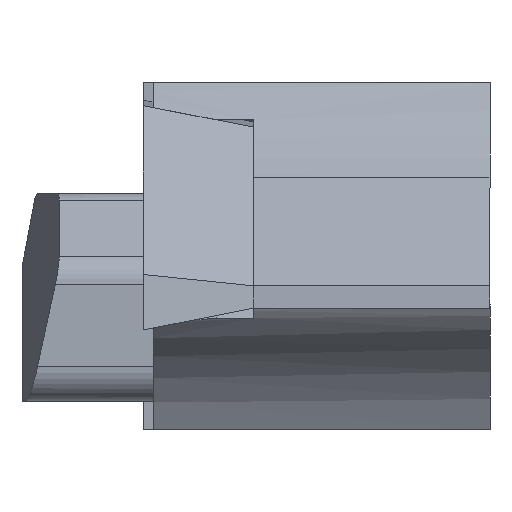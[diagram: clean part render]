
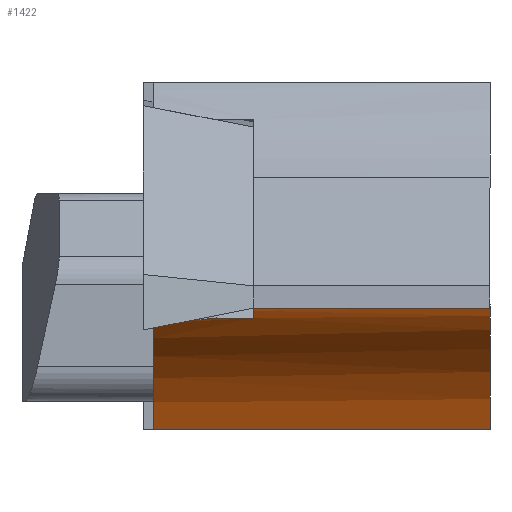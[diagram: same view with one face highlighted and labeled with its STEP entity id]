
A CAD part, left-side view. The second image highlights one B-rep face of the part: STEP entity #1422.
In plain terms, the highlighted cylindrical face has radius 6.1 mm (diameter 12.2 mm), a partial arc.
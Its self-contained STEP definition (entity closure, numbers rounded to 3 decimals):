
#17 = VERTEX_POINT ( 'NONE', #1992 ) ;
#41 = ORIENTED_EDGE ( 'NONE', *, *, #89, .T. ) ;
#42 = DIRECTION ( 'NONE',  ( 0., 0., -1. ) ) ;
#89 = EDGE_CURVE ( 'NONE', #1286, #353, #168, .T. ) ;
#90 = CARTESIAN_POINT ( 'NONE',  ( -88.121, -0.3, -20. ) ) ;
#111 = EDGE_CURVE ( 'NONE', #1860, #1473, #1569, .T. ) ;
#130 = CARTESIAN_POINT ( 'NONE',  ( -93.684, -3.18, -22.504 ) ) ;
#166 = DIRECTION ( 'NONE',  ( 0., -1., 0. ) ) ;
#168 = CIRCLE ( 'NONE', #1020, 6.1 ) ;
#206 = ORIENTED_EDGE ( 'NONE', *, *, #1312, .F. ) ;
#277 = CARTESIAN_POINT ( 'NONE',  ( -93.684, 126.244, -22.504 ) ) ;
#290 = DIRECTION ( 'NONE',  ( 0., 0., -1. ) ) ;
#293 = EDGE_CURVE ( 'NONE', #936, #1286, #1261, .T. ) ;
#296 = EDGE_LOOP ( 'NONE', ( #1119, #372, #1819, #847, #2003, #41, #206, #1836 ) ) ;
#343 = DIRECTION ( 'NONE',  ( 0., -1., 0. ) ) ;
#353 = VERTEX_POINT ( 'NONE', #90 ) ;
#372 = ORIENTED_EDGE ( 'NONE', *, *, #613, .T. ) ;
#480 = VERTEX_POINT ( 'NONE', #1070 ) ;
#496 = CARTESIAN_POINT ( 'NONE',  ( -91.161, -0.3, -16.95 ) ) ;
#613 = EDGE_CURVE ( 'NONE', #1860, #1810, #1541, .T. ) ;
#622 = CARTESIAN_POINT ( 'NONE',  ( -91.412, -1.512, -16.841 ) ) ;
#634 = DIRECTION ( 'NONE',  ( 0., 1., 0. ) ) ;
#643 = EDGE_CURVE ( 'NONE', #17, #1473, #1610, .T. ) ;
#847 = ORIENTED_EDGE ( 'NONE', *, *, #1384, .F. ) ;
#910 = AXIS2_PLACEMENT_3D ( 'NONE', #2043, #1808, #1493 ) ;
#936 = VERTEX_POINT ( 'NONE', #1513 ) ;
#941 = CIRCLE ( 'NONE', #910, 6.1 ) ;
#952 = CARTESIAN_POINT ( 'NONE',  ( -93.684, -3.18, -16.404 ) ) ;
#975 = CARTESIAN_POINT ( 'NONE',  ( -93.639, -3.18, -16.404 ) ) ;
#1020 = AXIS2_PLACEMENT_3D ( 'NONE', #1863, #1394, #1636 ) ;
#1022 = CARTESIAN_POINT ( 'NONE',  ( -88.121, 126.244, -20. ) ) ;
#1070 = CARTESIAN_POINT ( 'NONE',  ( -91.54, -3.18, -16.793 ) ) ;
#1075 = VECTOR ( 'NONE', #166, 1000. ) ;
#1088 = CARTESIAN_POINT ( 'NONE',  ( -91.285, -0.912, -16.893 ) ) ;
#1102 = CARTESIAN_POINT ( 'NONE',  ( -93.684, -10., -22.504 ) ) ;
#1109 = AXIS2_PLACEMENT_3D ( 'NONE', #130, #2072, #290 ) ;
#1119 = ORIENTED_EDGE ( 'NONE', *, *, #111, .F. ) ;
#1128 = DIRECTION ( 'NONE',  ( 0., 0., 1. ) ) ;
#1261 =( BOUNDED_CURVE ( )  B_SPLINE_CURVE ( 3, ( #1511, #622, #1088, #1339 ),
 .UNSPECIFIED., .F., .F. ) 
 B_SPLINE_CURVE_WITH_KNOTS ( ( 4, 4 ),
 ( 0.987, 1.055 ),
 .UNSPECIFIED. ) 
 CURVE ( )  GEOMETRIC_REPRESENTATION_ITEM ( )  RATIONAL_B_SPLINE_CURVE ( ( 1., 1., 1., 1. ) ) 
 REPRESENTATION_ITEM ( '' )  );
#1286 = VERTEX_POINT ( 'NONE', #496 ) ;
#1288 = CYLINDRICAL_SURFACE ( 'NONE', #1363, 6.1 ) ;
#1312 = EDGE_CURVE ( 'NONE', #17, #353, #1820, .T. ) ;
#1339 = CARTESIAN_POINT ( 'NONE',  ( -91.161, -0.3, -16.95 ) ) ;
#1363 = AXIS2_PLACEMENT_3D ( 'NONE', #277, #343, #1128 ) ;
#1382 = FACE_OUTER_BOUND ( 'NONE', #296, .T. ) ;
#1384 = EDGE_CURVE ( 'NONE', #936, #480, #1481, .T. ) ;
#1394 = DIRECTION ( 'NONE',  ( 0., 1., 0. ) ) ;
#1416 = VECTOR ( 'NONE', #1586, 1000. ) ;
#1422 = ADVANCED_FACE ( 'NONE', ( #1382 ), #1288, .F. ) ;
#1473 = VERTEX_POINT ( 'NONE', #1934 ) ;
#1481 = LINE ( 'NONE', #1489, #1416 ) ;
#1489 = CARTESIAN_POINT ( 'NONE',  ( -91.54, 126.244, -16.793 ) ) ;
#1493 = DIRECTION ( 'NONE',  ( 0., 0., 1. ) ) ;
#1511 = CARTESIAN_POINT ( 'NONE',  ( -91.54, -2.099, -16.793 ) ) ;
#1513 = CARTESIAN_POINT ( 'NONE',  ( -91.54, -2.099, -16.793 ) ) ;
#1541 = CIRCLE ( 'NONE', #1109, 6.1 ) ;
#1569 = LINE ( 'NONE', #1637, #1075 ) ;
#1586 = DIRECTION ( 'NONE',  ( 0., -1., 0. ) ) ;
#1608 = EDGE_CURVE ( 'NONE', #480, #1810, #941, .T. ) ;
#1610 = CIRCLE ( 'NONE', #1651, 6.1 ) ;
#1636 = DIRECTION ( 'NONE',  ( 0., 0., -1. ) ) ;
#1637 = CARTESIAN_POINT ( 'NONE',  ( -93.684, 126.244, -16.404 ) ) ;
#1651 = AXIS2_PLACEMENT_3D ( 'NONE', #1102, #1930, #42 ) ;
#1733 = VECTOR ( 'NONE', #634, 1000. ) ;
#1808 = DIRECTION ( 'NONE',  ( 0., -1., 0. ) ) ;
#1810 = VERTEX_POINT ( 'NONE', #975 ) ;
#1819 = ORIENTED_EDGE ( 'NONE', *, *, #1608, .F. ) ;
#1820 = LINE ( 'NONE', #1022, #1733 ) ;
#1836 = ORIENTED_EDGE ( 'NONE', *, *, #643, .T. ) ;
#1860 = VERTEX_POINT ( 'NONE', #952 ) ;
#1863 = CARTESIAN_POINT ( 'NONE',  ( -93.684, -0.3, -22.504 ) ) ;
#1930 = DIRECTION ( 'NONE',  ( 0., -1., 0. ) ) ;
#1934 = CARTESIAN_POINT ( 'NONE',  ( -93.684, -10., -16.404 ) ) ;
#1992 = CARTESIAN_POINT ( 'NONE',  ( -88.121, -10., -20. ) ) ;
#2003 = ORIENTED_EDGE ( 'NONE', *, *, #293, .T. ) ;
#2043 = CARTESIAN_POINT ( 'NONE',  ( -93.684, -3.18, -22.504 ) ) ;
#2072 = DIRECTION ( 'NONE',  ( 0., 1., 0. ) ) ;
